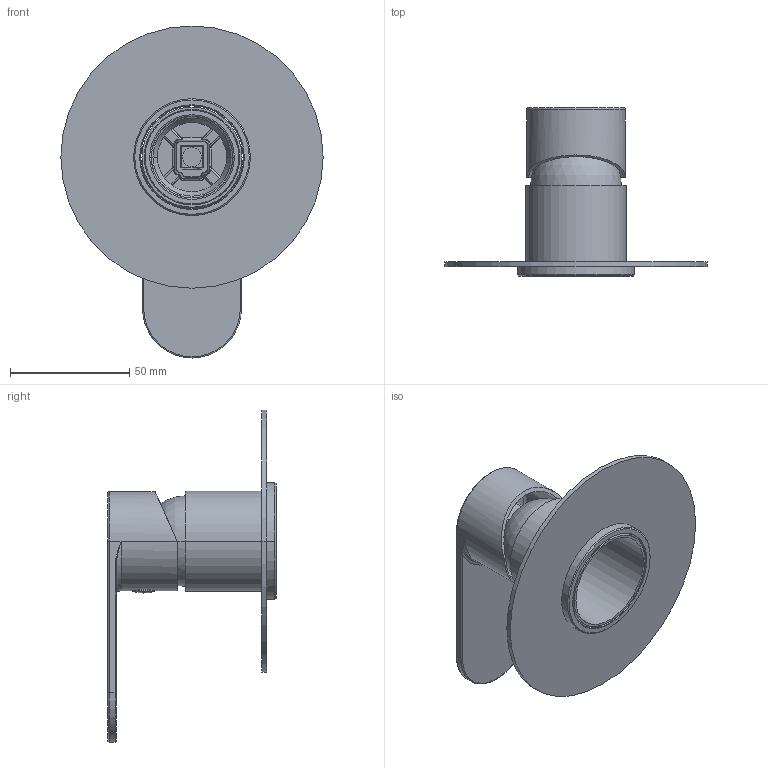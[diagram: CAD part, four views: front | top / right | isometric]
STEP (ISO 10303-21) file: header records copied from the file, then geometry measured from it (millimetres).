
FILE_DESCRIPTION((''),'2;1');
FILE_NAME('AUNO604E001','2022-09-02T16:15:14',('Michela Ferrini'),(''),'CREO PARAMETRIC BY PTC INC, 2020281','CREO PARAMETRIC BY PTC INC, 2020281','');
FILE_SCHEMA(('CONFIG_CONTROL_DESIGN'));
Length unit declared in the file: millimetre
Products named in the file (8): SINMAC0008; SCCMAC0005; AUNO005C002; SPLMAC0004; ALOG604C002; AOTT608C002; ALOG604W002; AUNO604E001
Assembly tree (7 placements, depth 3):
  AUNO604E001
    SINMAC0008
    SCCMAC0005
    AUNO005C002
    SPLMAC0004
    ALOG604W002
      ALOG604C002
      AOTT608C002
Bounding box: 110 x 70.5 x 139.25 mm (x, y, z)
Volume: 44018.6 mm3; surface area: 49342.1 mm2
Topology: 6 solids, 8 shells, 289 faces, 698 edges, 436 vertices
Faces by surface type: cylinder 106, plane 73, bspline 56, torus 26, cone 22, sphere 6
Entity records: 11611 total; most frequent: CARTESIAN_POINT 4861, DIRECTION 1403, ORIENTED_EDGE 1366, EDGE_CURVE 688, AXIS2_PLACEMENT_3D 569, VERTEX_POINT 420, EDGE_LOOP 310, CIRCLE 300
